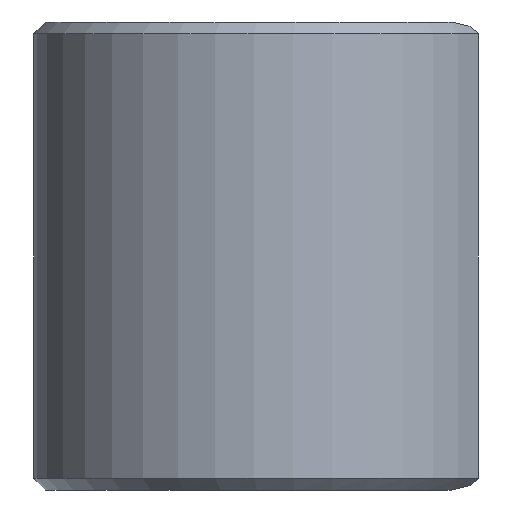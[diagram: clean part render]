
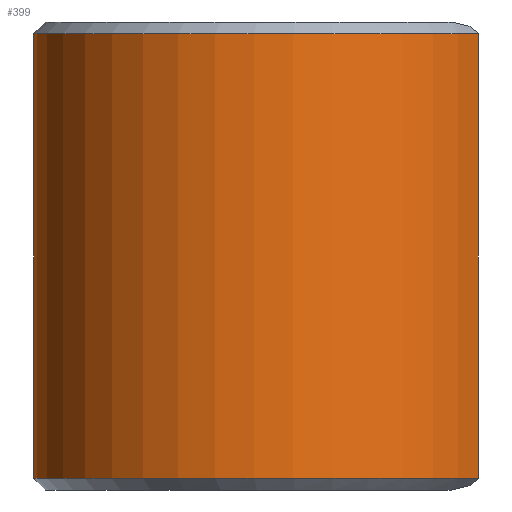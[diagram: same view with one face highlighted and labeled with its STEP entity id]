
A CAD part, front view. The second image highlights one B-rep face of the part: STEP entity #399.
In plain terms, the highlighted cylindrical face has radius 4 mm (diameter 8 mm), a partial arc.
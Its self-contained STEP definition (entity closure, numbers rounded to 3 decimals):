
#1 = VERTEX_POINT ( 'NONE', #315 ) ;
#13 = CARTESIAN_POINT ( 'NONE',  ( 0., 0., 0.2 ) ) ;
#18 = DIRECTION ( 'NONE',  ( 1., 0., 0. ) ) ;
#29 = CARTESIAN_POINT ( 'NONE',  ( 3.597, -1.75, 7.8 ) ) ;
#119 = EDGE_LOOP ( 'NONE', ( #265, #356, #252, #610 ) ) ;
#122 = DIRECTION ( 'NONE',  ( 1., 0., 0. ) ) ;
#148 = AXIS2_PLACEMENT_3D ( 'NONE', #586, #345, #179 ) ;
#159 = EDGE_CURVE ( 'NONE', #557, #1, #433, .T. ) ;
#173 = VERTEX_POINT ( 'NONE', #455 ) ;
#179 = DIRECTION ( 'NONE',  ( -1., 0., 0. ) ) ;
#189 = DIRECTION ( 'NONE',  ( 0., 0., -1. ) ) ;
#219 = CIRCLE ( 'NONE', #453, 4. ) ;
#252 = ORIENTED_EDGE ( 'NONE', *, *, #314, .T. ) ;
#265 = ORIENTED_EDGE ( 'NONE', *, *, #513, .T. ) ;
#272 = CARTESIAN_POINT ( 'NONE',  ( -4., 0., 0.2 ) ) ;
#298 = CARTESIAN_POINT ( 'NONE',  ( -4., 0., 8. ) ) ;
#314 = EDGE_CURVE ( 'NONE', #350, #1, #528, .T. ) ;
#315 = CARTESIAN_POINT ( 'NONE',  ( 3.597, -1.75, 0.2 ) ) ;
#345 = DIRECTION ( 'NONE',  ( 0., 0., -1. ) ) ;
#350 = VERTEX_POINT ( 'NONE', #272 ) ;
#356 = ORIENTED_EDGE ( 'NONE', *, *, #364, .T. ) ;
#364 = EDGE_CURVE ( 'NONE', #173, #350, #492, .T. ) ;
#399 = ADVANCED_FACE ( 'NONE', ( #486 ), #428, .T. ) ;
#420 = DIRECTION ( 'NONE',  ( 0., 0., -1. ) ) ;
#428 = CYLINDRICAL_SURFACE ( 'NONE', #148, 4. ) ;
#433 = LINE ( 'NONE', #623, #504 ) ;
#453 = AXIS2_PLACEMENT_3D ( 'NONE', #530, #420, #122 ) ;
#455 = CARTESIAN_POINT ( 'NONE',  ( -4., 0., 7.8 ) ) ;
#466 = DIRECTION ( 'NONE',  ( 0., 0., 1. ) ) ;
#486 = FACE_OUTER_BOUND ( 'NONE', #119, .T. ) ;
#492 = LINE ( 'NONE', #298, #634 ) ;
#504 = VECTOR ( 'NONE', #189, 1000. ) ;
#513 = EDGE_CURVE ( 'NONE', #557, #173, #219, .T. ) ;
#528 = CIRCLE ( 'NONE', #639, 4. ) ;
#530 = CARTESIAN_POINT ( 'NONE',  ( 0., 0., 7.8 ) ) ;
#557 = VERTEX_POINT ( 'NONE', #29 ) ;
#586 = CARTESIAN_POINT ( 'NONE',  ( 0., 0., 8. ) ) ;
#595 = DIRECTION ( 'NONE',  ( 0., 0., -1. ) ) ;
#610 = ORIENTED_EDGE ( 'NONE', *, *, #159, .F. ) ;
#623 = CARTESIAN_POINT ( 'NONE',  ( 3.597, -1.75, 8. ) ) ;
#634 = VECTOR ( 'NONE', #595, 1000. ) ;
#639 = AXIS2_PLACEMENT_3D ( 'NONE', #13, #466, #18 ) ;
